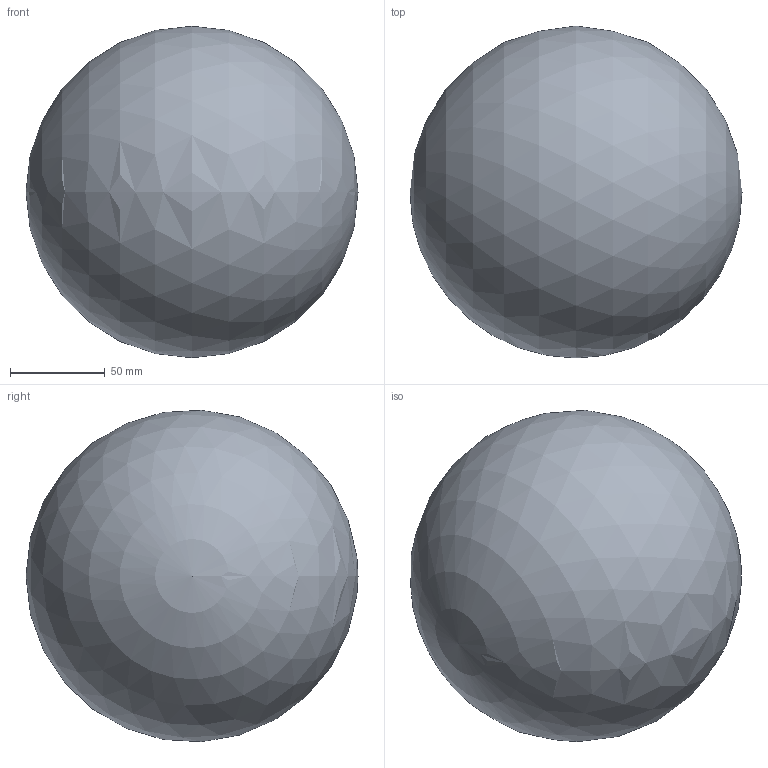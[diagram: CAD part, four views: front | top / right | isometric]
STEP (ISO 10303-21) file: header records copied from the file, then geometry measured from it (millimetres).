
FILE_DESCRIPTION(/* description */ ('STEP AP242','CAx-IF Rec.Pracs.---Representation and Presentation of Product Manufacturing Information (PMI)---4.0---2014-10-13','CAx-IF Rec.Pracs.---3D Tessellated Geometry---0.4---2014-09-14','2;1'),/* implementation_level */ '2;1');
FILE_NAME(/* name */ '6645b429d337b47513fa5a3a',/* time_stamp */ '2024-05-16T07:22:18Z',/* author */ (''),/* organization */ (''),/* preprocessor_version */ 'ST-DEVELOPER v20',/* originating_system */ ' ',/* authorisation */ ' ');
FILE_SCHEMA (('AP242_MANAGED_MODEL_BASED_3D_ENGINEERING_MIM_LF { 1 0 10303 442 1 1 4 }'));
Length unit declared in the file: metre
Products named in the file (11): full_sphere; Shell5; Shell4; Air; Shell3; Shell2; Shell6; Shell1
Assembly tree (10 placements, depth 2):
  full_sphere
    Shell5
    Shell4
    Air
    Shell3
    Shell2
    Air
    Air
    Shell6
    Shell1
    Air
Bounding box: 175 x 175 x 174.7 mm (x, y, z)
Volume: 2806066 mm3; surface area: 1133891.7 mm2
Topology: 10 solids, 19 shells, 19 faces, 57 edges, 38 vertices
Faces by surface type: sphere 19
Entity records: 534 total; most frequent: DIRECTION 60, CARTESIAN_POINT 49, AXIS2_PLACEMENT_3D 30, PRODUCT_DEFINITION_SHAPE 21, VERTEX_POINT 19, VERTEX_LOOP 19, FACE_BOUND 19, SPHERICAL_SURFACE 19
